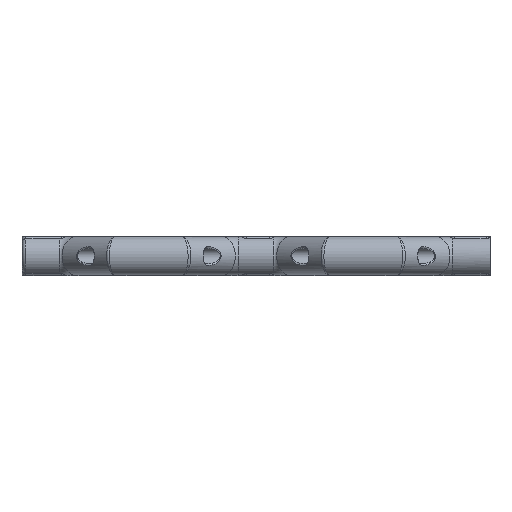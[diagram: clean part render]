
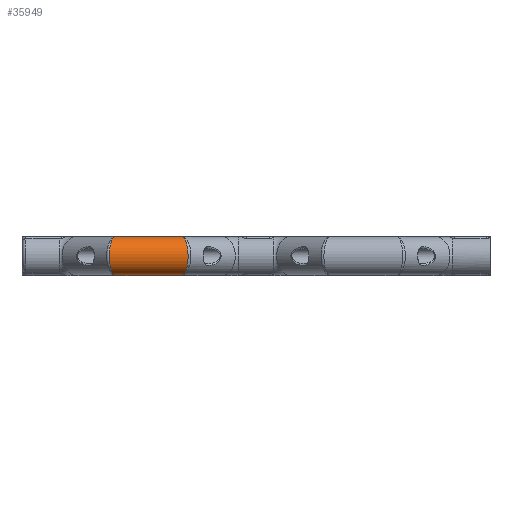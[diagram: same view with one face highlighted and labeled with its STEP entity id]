
A CAD part, front view. The second image highlights one B-rep face of the part: STEP entity #35949.
In plain terms, the highlighted cylindrical face has radius 2.5 mm (diameter 5 mm), a partial arc.
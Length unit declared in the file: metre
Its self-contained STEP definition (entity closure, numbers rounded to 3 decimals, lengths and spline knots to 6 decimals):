
#50=ELLIPSE('',#40448,0.002634,0.0025);
#53=ELLIPSE('',#40451,0.002634,0.0025);
#3881=CYLINDRICAL_SURFACE('',#40457,0.0025);
#15998=ORIENTED_EDGE('',*,*,#21566,.T.);
#15999=ORIENTED_EDGE('',*,*,#21320,.F.);
#16000=ORIENTED_EDGE('',*,*,#21569,.F.);
#16001=ORIENTED_EDGE('',*,*,#21389,.F.);
#21320=EDGE_CURVE('',#24982,#24983,#27066,.T.);
#21389=EDGE_CURVE('',#25024,#25025,#27100,.F.);
#21566=EDGE_CURVE('',#25024,#24983,#50,.F.);
#21569=EDGE_CURVE('',#25025,#24982,#53,.F.);
#24982=VERTEX_POINT('',#65808);
#24983=VERTEX_POINT('',#65810);
#25024=VERTEX_POINT('',#66052);
#25025=VERTEX_POINT('',#66054);
#27066=LINE('',#65809,#29112);
#27100=LINE('',#66053,#29146);
#29112=VECTOR('',#50840,1.);
#29146=VECTOR('',#50880,1.);
#31277=EDGE_LOOP('',(#15998,#15999,#16000,#16001));
#33371=FACE_BOUND('',#31277,.T.);
#35949=ADVANCED_FACE('',(#33371),#3881,.T.);
#40448=AXIS2_PLACEMENT_3D('',#66853,#51206,#51207);
#40451=AXIS2_PLACEMENT_3D('',#66877,#51212,#51213);
#40457=AXIS2_PLACEMENT_3D('',#67147,#51224,#51225);
#50840=DIRECTION('',(-1.,0.,0.));
#50880=DIRECTION('',(-1.,0.,0.));
#51206=DIRECTION('',(-0.949,0.315,0.));
#51207=DIRECTION('',(-0.315,-0.949,0.));
#51212=DIRECTION('',(-0.949,-0.315,0.));
#51213=DIRECTION('',(0.315,-0.949,0.));
#51224=DIRECTION('',(1.,0.,0.));
#51225=DIRECTION('',(0.,1.,0.));
#65808=CARTESIAN_POINT('',(0.014464,-0.0115,0.));
#65809=CARTESIAN_POINT('',(0.005207,-0.0115,0.));
#65810=CARTESIAN_POINT('',(0.006036,-0.0115,0.));
#66052=CARTESIAN_POINT('',(0.006036,-0.0115,0.005));
#66053=CARTESIAN_POINT('',(0.024,-0.0115,0.005));
#66054=CARTESIAN_POINT('',(0.014464,-0.0115,0.005));
#66853=CARTESIAN_POINT('',(0.006036,-0.0115,0.0025));
#66877=CARTESIAN_POINT('',(0.014464,-0.0115,0.0025));
#67147=CARTESIAN_POINT('',(0.024,-0.0115,0.0025));
